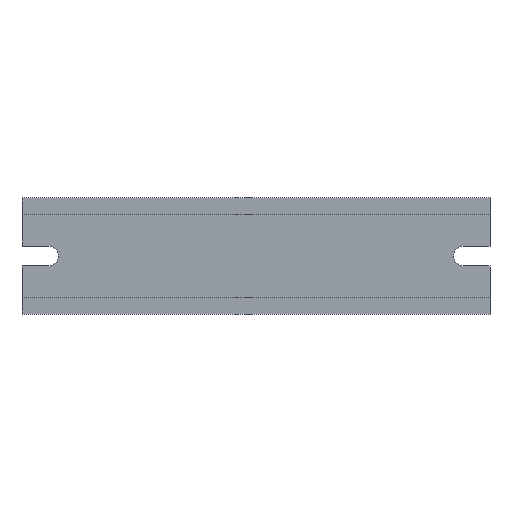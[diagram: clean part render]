
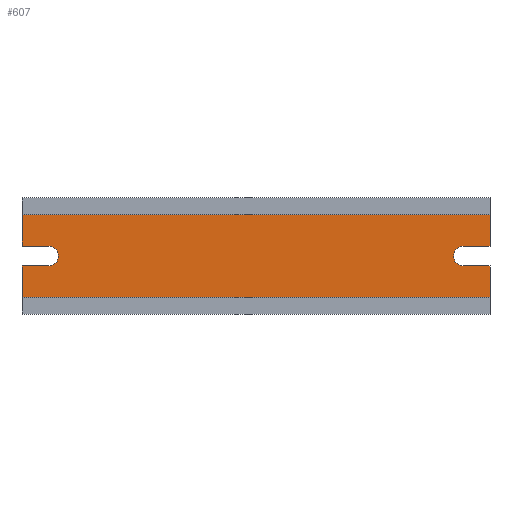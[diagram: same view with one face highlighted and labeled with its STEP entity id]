
A CAD part, top view. The second image highlights one B-rep face of the part: STEP entity #607.
In plain terms, the highlighted planar face has unit normal (0, 0, 1).
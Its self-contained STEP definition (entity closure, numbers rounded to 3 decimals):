
#3 = LINE ( 'NONE', #495, #307 ) ;
#10 = CIRCLE ( 'NONE', #447, 3. ) ;
#19 = LINE ( 'NONE', #123, #373 ) ;
#22 = CARTESIAN_POINT ( 'NONE',  ( -70.5, -3., 1. ) ) ;
#24 = DIRECTION ( 'NONE',  ( -1., 0., 0. ) ) ;
#33 = CARTESIAN_POINT ( 'NONE',  ( 62.5, 3., 1. ) ) ;
#39 = VERTEX_POINT ( 'NONE', #697 ) ;
#44 = CARTESIAN_POINT ( 'NONE',  ( 70.5, 12.5, 1. ) ) ;
#48 = EDGE_LOOP ( 'NONE', ( #187, #409, #162, #215, #194, #403, #224, #508, #104, #114, #645, #555, #165 ) ) ;
#57 = CIRCLE ( 'NONE', #422, 3. ) ;
#59 = CARTESIAN_POINT ( 'NONE',  ( -70.5, -12.5, 1. ) ) ;
#62 = FACE_OUTER_BOUND ( 'NONE', #48, .T. ) ;
#74 = LINE ( 'NONE', #717, #656 ) ;
#77 = CARTESIAN_POINT ( 'NONE',  ( -62.5, -3., 1. ) ) ;
#79 = DIRECTION ( 'NONE',  ( 1., 0., 0. ) ) ;
#101 = LINE ( 'NONE', #44, #684 ) ;
#102 = EDGE_CURVE ( 'NONE', #690, #39, #74, .T. ) ;
#104 = ORIENTED_EDGE ( 'NONE', *, *, #488, .F. ) ;
#112 = EDGE_CURVE ( 'NONE', #406, #690, #10, .T. ) ;
#114 = ORIENTED_EDGE ( 'NONE', *, *, #758, .F. ) ;
#117 = DIRECTION ( 'NONE',  ( 0., 0., 1. ) ) ;
#123 = CARTESIAN_POINT ( 'NONE',  ( 70.5, -12.5, 1. ) ) ;
#131 = VERTEX_POINT ( 'NONE', #496 ) ;
#134 = AXIS2_PLACEMENT_3D ( 'NONE', #620, #149, #732 ) ;
#137 = EDGE_CURVE ( 'NONE', #631, #209, #19, .T. ) ;
#138 = CARTESIAN_POINT ( 'NONE',  ( 70.5, 3., 1. ) ) ;
#147 = EDGE_CURVE ( 'NONE', #173, #567, #489, .T. ) ;
#149 = DIRECTION ( 'NONE',  ( 0., 0., 1. ) ) ;
#162 = ORIENTED_EDGE ( 'NONE', *, *, #232, .F. ) ;
#164 = CARTESIAN_POINT ( 'NONE',  ( 70.5, 12.5, 1. ) ) ;
#165 = ORIENTED_EDGE ( 'NONE', *, *, #267, .T. ) ;
#173 = VERTEX_POINT ( 'NONE', #724 ) ;
#186 = DIRECTION ( 'NONE',  ( 1., 0., 0. ) ) ;
#187 = ORIENTED_EDGE ( 'NONE', *, *, #147, .F. ) ;
#194 = ORIENTED_EDGE ( 'NONE', *, *, #506, .T. ) ;
#201 = DIRECTION ( 'NONE',  ( 0., 1., 0. ) ) ;
#209 = VERTEX_POINT ( 'NONE', #59 ) ;
#215 = ORIENTED_EDGE ( 'NONE', *, *, #617, .T. ) ;
#220 = CIRCLE ( 'NONE', #134, 3. ) ;
#224 = ORIENTED_EDGE ( 'NONE', *, *, #102, .F. ) ;
#232 = EDGE_CURVE ( 'NONE', #734, #399, #314, .T. ) ;
#242 = DIRECTION ( 'NONE',  ( 1., 0., 0. ) ) ;
#246 = LINE ( 'NONE', #536, #637 ) ;
#253 = CARTESIAN_POINT ( 'NONE',  ( -62.5, 0., 1. ) ) ;
#267 = EDGE_CURVE ( 'NONE', #631, #567, #630, .T. ) ;
#273 = DIRECTION ( 'NONE',  ( 0., 1., 0. ) ) ;
#277 = CARTESIAN_POINT ( 'NONE',  ( -62.5, 3., 1. ) ) ;
#289 = DIRECTION ( 'NONE',  ( 0., 0., 1. ) ) ;
#298 = PLANE ( 'NONE',  #658 ) ;
#307 = VECTOR ( 'NONE', #594, 1000. ) ;
#312 = CARTESIAN_POINT ( 'NONE',  ( 70.5, -3., 1. ) ) ;
#314 = LINE ( 'NONE', #33, #509 ) ;
#320 = VECTOR ( 'NONE', #242, 1000. ) ;
#321 = VECTOR ( 'NONE', #273, 1000. ) ;
#340 = CARTESIAN_POINT ( 'NONE',  ( -59.5, 0., 1. ) ) ;
#357 = DIRECTION ( 'NONE',  ( 0., -1., 0. ) ) ;
#361 = VERTEX_POINT ( 'NONE', #77 ) ;
#373 = VECTOR ( 'NONE', #433, 1000. ) ;
#380 = DIRECTION ( 'NONE',  ( 0., 0., 1. ) ) ;
#389 = LINE ( 'NONE', #688, #321 ) ;
#391 = VERTEX_POINT ( 'NONE', #411 ) ;
#399 = VERTEX_POINT ( 'NONE', #475 ) ;
#403 = ORIENTED_EDGE ( 'NONE', *, *, #659, .F. ) ;
#406 = VERTEX_POINT ( 'NONE', #340 ) ;
#409 = ORIENTED_EDGE ( 'NONE', *, *, #678, .F. ) ;
#411 = CARTESIAN_POINT ( 'NONE',  ( -70.5, -3., 1. ) ) ;
#422 = AXIS2_PLACEMENT_3D ( 'NONE', #753, #289, #580 ) ;
#433 = DIRECTION ( 'NONE',  ( -1., 0., 0. ) ) ;
#437 = LINE ( 'NONE', #22, #471 ) ;
#443 = VERTEX_POINT ( 'NONE', #164 ) ;
#447 = AXIS2_PLACEMENT_3D ( 'NONE', #253, #380, #186 ) ;
#471 = VECTOR ( 'NONE', #79, 1000. ) ;
#475 = CARTESIAN_POINT ( 'NONE',  ( 62.5, 3., 1. ) ) ;
#478 = CARTESIAN_POINT ( 'NONE',  ( 70.5, -3., 1. ) ) ;
#482 = DIRECTION ( 'NONE',  ( 0., 1., 0. ) ) ;
#487 = CARTESIAN_POINT ( 'NONE',  ( 70.5, -12.5, 1. ) ) ;
#488 = EDGE_CURVE ( 'NONE', #361, #406, #57, .T. ) ;
#489 = LINE ( 'NONE', #478, #320 ) ;
#495 = CARTESIAN_POINT ( 'NONE',  ( -70.5, -13.5, 1. ) ) ;
#496 = CARTESIAN_POINT ( 'NONE',  ( -70.5, 12.5, 1. ) ) ;
#506 = EDGE_CURVE ( 'NONE', #443, #131, #101, .T. ) ;
#508 = ORIENTED_EDGE ( 'NONE', *, *, #112, .F. ) ;
#509 = VECTOR ( 'NONE', #24, 1000. ) ;
#536 = CARTESIAN_POINT ( 'NONE',  ( 70.5, -13.5, 1. ) ) ;
#540 = CARTESIAN_POINT ( 'NONE',  ( 70.5, -13.5, 1. ) ) ;
#553 = DIRECTION ( 'NONE',  ( -1., 0., 0. ) ) ;
#555 = ORIENTED_EDGE ( 'NONE', *, *, #137, .F. ) ;
#567 = VERTEX_POINT ( 'NONE', #312 ) ;
#568 = EDGE_CURVE ( 'NONE', #209, #391, #3, .T. ) ;
#572 = VECTOR ( 'NONE', #201, 1000. ) ;
#580 = DIRECTION ( 'NONE',  ( 1., 0., 0. ) ) ;
#594 = DIRECTION ( 'NONE',  ( 0., 1., 0. ) ) ;
#607 = ADVANCED_FACE ( 'NONE', ( #62 ), #298, .T. ) ;
#617 = EDGE_CURVE ( 'NONE', #734, #443, #246, .T. ) ;
#620 = CARTESIAN_POINT ( 'NONE',  ( 62.5, 0., 1. ) ) ;
#630 = LINE ( 'NONE', #634, #572 ) ;
#631 = VERTEX_POINT ( 'NONE', #487 ) ;
#634 = CARTESIAN_POINT ( 'NONE',  ( 70.5, -13.5, 1. ) ) ;
#637 = VECTOR ( 'NONE', #482, 1000. ) ;
#645 = ORIENTED_EDGE ( 'NONE', *, *, #568, .F. ) ;
#656 = VECTOR ( 'NONE', #553, 1000. ) ;
#658 = AXIS2_PLACEMENT_3D ( 'NONE', #540, #117, #357 ) ;
#659 = EDGE_CURVE ( 'NONE', #39, #131, #389, .T. ) ;
#678 = EDGE_CURVE ( 'NONE', #399, #173, #220, .T. ) ;
#684 = VECTOR ( 'NONE', #759, 1000. ) ;
#688 = CARTESIAN_POINT ( 'NONE',  ( -70.5, -13.5, 1. ) ) ;
#690 = VERTEX_POINT ( 'NONE', #277 ) ;
#697 = CARTESIAN_POINT ( 'NONE',  ( -70.5, 3., 1. ) ) ;
#717 = CARTESIAN_POINT ( 'NONE',  ( -62.5, 3., 1. ) ) ;
#724 = CARTESIAN_POINT ( 'NONE',  ( 62.5, -3., 1. ) ) ;
#732 = DIRECTION ( 'NONE',  ( -1., 0., 0. ) ) ;
#734 = VERTEX_POINT ( 'NONE', #138 ) ;
#753 = CARTESIAN_POINT ( 'NONE',  ( -62.5, 0., 1. ) ) ;
#758 = EDGE_CURVE ( 'NONE', #391, #361, #437, .T. ) ;
#759 = DIRECTION ( 'NONE',  ( -1., 0., 0. ) ) ;
